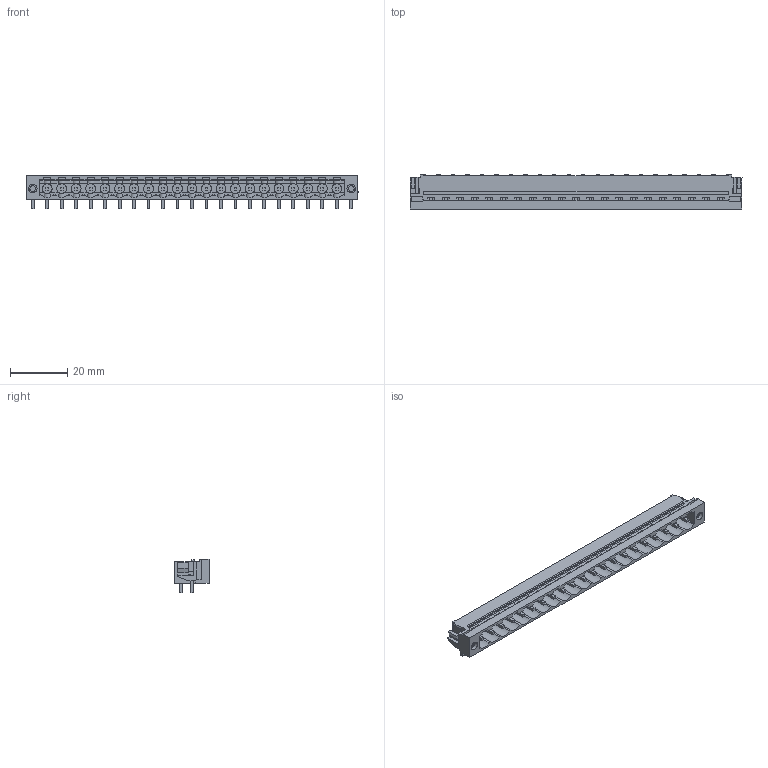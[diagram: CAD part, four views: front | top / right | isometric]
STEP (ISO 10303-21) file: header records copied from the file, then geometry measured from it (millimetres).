
FILE_DESCRIPTION(('CATIA V5R22 STEP214','CAx-IF Rec.Pracs.--- Model Styling and Organization---1.4--- 2014-01-23'),'2;1');
FILE_NAME ('D1456978_1_1837820000_1837820000.stp','2023-05-11T06:55:20+00:00',('none'),('Weidmueller'),'CATIA Version 5-6 Release 2016 SP3 HF44','CATIA V5 STEP AP214','none');
FILE_SCHEMA(('AUTOMOTIVE_DESIGN { 1 0 10303 214 1 1 1 1 }'));
Length unit declared in the file: millimetre
Products named in the file (1): 1837820000
Bounding box: 116.48 x 12 x 11.63 mm (x, y, z)
Volume: 4459.5 mm3; surface area: 10149.7 mm2
Topology: 24 solids, 24 shells, 1285 faces, 3928 edges, 2590 vertices
Faces by surface type: plane 1037, cylinder 204, extrusion 44
Entity records: 41440 total; most frequent: CARTESIAN_POINT 9756, ORIENTED_EDGE 7856, DIRECTION 4603, EDGE_CURVE 3928, VECTOR 2957, LINE 2913, VERTEX_POINT 2590, EDGE_LOOP 1360
